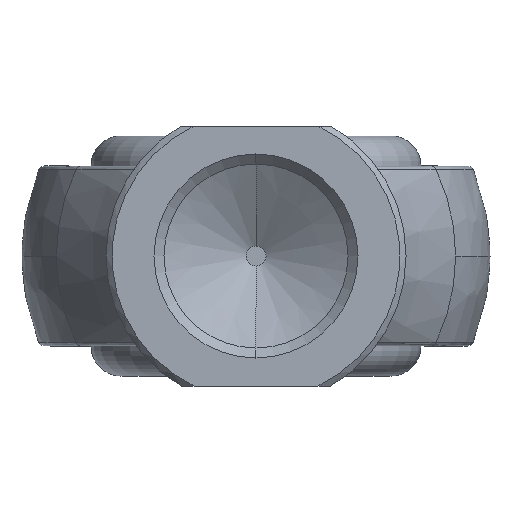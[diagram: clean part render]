
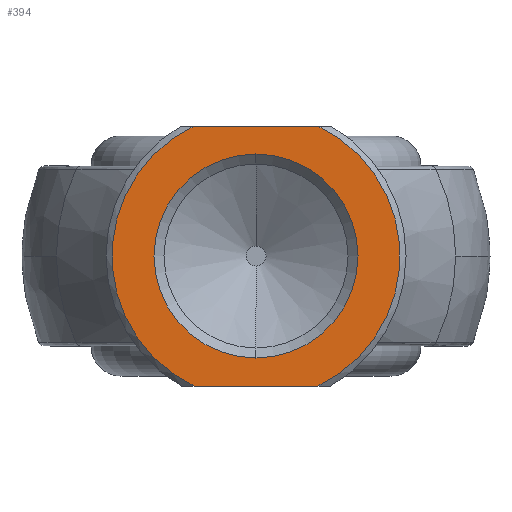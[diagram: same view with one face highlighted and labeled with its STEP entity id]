
A CAD part, left-side view. The second image highlights one B-rep face of the part: STEP entity #394.
In plain terms, the highlighted planar face has unit normal (-1, 0, 0).
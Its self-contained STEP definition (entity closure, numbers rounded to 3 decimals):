
#48 = CARTESIAN_POINT ( 'NONE',  ( 0., 0., 0. ) ) ;
#86 = ORIENTED_EDGE ( 'NONE', *, *, #2643, .T. ) ;
#88 = CARTESIAN_POINT ( 'NONE',  ( 0., 15.484, 32.5 ) ) ;
#124 = CARTESIAN_POINT ( 'NONE',  ( 0., 0., 0. ) ) ;
#150 = DIRECTION ( 'NONE',  ( 0., 0., -1. ) ) ;
#188 = EDGE_LOOP ( 'NONE', ( #931, #2047, #1382, #86 ) ) ;
#227 = CARTESIAN_POINT ( 'NONE',  ( 0., -18.708, -32.5 ) ) ;
#285 = FACE_BOUND ( 'NONE', #629, .T. ) ;
#394 = ADVANCED_FACE ( 'NONE', ( #285, #2220 ), #2695, .F. ) ;
#486 = AXIS2_PLACEMENT_3D ( 'NONE', #1291, #622, #2421 ) ;
#535 = AXIS2_PLACEMENT_3D ( 'NONE', #2119, #1467, #2765 ) ;
#617 = CARTESIAN_POINT ( 'NONE',  ( 0., -15.484, -32.5 ) ) ;
#622 = DIRECTION ( 'NONE',  ( 1., 0., 0. ) ) ;
#629 = EDGE_LOOP ( 'NONE', ( #1488, #1869 ) ) ;
#717 = DIRECTION ( 'NONE',  ( 0., 0., -1. ) ) ;
#735 = CARTESIAN_POINT ( 'NONE',  ( 0., 15.484, -32.5 ) ) ;
#765 = CARTESIAN_POINT ( 'NONE',  ( 0., -15.484, 32.5 ) ) ;
#805 = DIRECTION ( 'NONE',  ( 0., 1., 0. ) ) ;
#848 = EDGE_CURVE ( 'NONE', #1622, #883, #1124, .T. ) ;
#883 = VERTEX_POINT ( 'NONE', #2394 ) ;
#931 = ORIENTED_EDGE ( 'NONE', *, *, #2051, .T. ) ;
#1113 = AXIS2_PLACEMENT_3D ( 'NONE', #1834, #2705, #717 ) ;
#1124 = CIRCLE ( 'NONE', #486, 25.5 ) ;
#1153 = CIRCLE ( 'NONE', #535, 25.5 ) ;
#1189 = CIRCLE ( 'NONE', #1890, 36. ) ;
#1216 = VECTOR ( 'NONE', #1775, 1000. ) ;
#1291 = CARTESIAN_POINT ( 'NONE',  ( 0., 0., 0. ) ) ;
#1382 = ORIENTED_EDGE ( 'NONE', *, *, #1896, .T. ) ;
#1457 = AXIS2_PLACEMENT_3D ( 'NONE', #48, #2687, #1580 ) ;
#1467 = DIRECTION ( 'NONE',  ( 1., 0., 0. ) ) ;
#1488 = ORIENTED_EDGE ( 'NONE', *, *, #2227, .T. ) ;
#1580 = DIRECTION ( 'NONE',  ( 0., 0., -1. ) ) ;
#1622 = VERTEX_POINT ( 'NONE', #1972 ) ;
#1652 = CARTESIAN_POINT ( 'NONE',  ( 0., 18.708, 32.5 ) ) ;
#1696 = VERTEX_POINT ( 'NONE', #765 ) ;
#1761 = VERTEX_POINT ( 'NONE', #735 ) ;
#1775 = DIRECTION ( 'NONE',  ( 0., -1., 0. ) ) ;
#1834 = CARTESIAN_POINT ( 'NONE',  ( 0., 0., 0. ) ) ;
#1869 = ORIENTED_EDGE ( 'NONE', *, *, #848, .T. ) ;
#1886 = CIRCLE ( 'NONE', #1457, 36. ) ;
#1890 = AXIS2_PLACEMENT_3D ( 'NONE', #124, #2143, #150 ) ;
#1896 = EDGE_CURVE ( 'NONE', #1696, #2148, #2782, .T. ) ;
#1917 = EDGE_CURVE ( 'NONE', #2013, #1696, #1189, .T. ) ;
#1926 = VECTOR ( 'NONE', #805, 1000. ) ;
#1972 = CARTESIAN_POINT ( 'NONE',  ( 0., 0., -25.5 ) ) ;
#2013 = VERTEX_POINT ( 'NONE', #617 ) ;
#2047 = ORIENTED_EDGE ( 'NONE', *, *, #1917, .T. ) ;
#2051 = EDGE_CURVE ( 'NONE', #1761, #2013, #2850, .T. ) ;
#2119 = CARTESIAN_POINT ( 'NONE',  ( 0., 0., 0. ) ) ;
#2143 = DIRECTION ( 'NONE',  ( -1., 0., 0. ) ) ;
#2148 = VERTEX_POINT ( 'NONE', #88 ) ;
#2220 = FACE_OUTER_BOUND ( 'NONE', #188, .T. ) ;
#2227 = EDGE_CURVE ( 'NONE', #883, #1622, #1153, .T. ) ;
#2394 = CARTESIAN_POINT ( 'NONE',  ( 0., 0., 25.5 ) ) ;
#2421 = DIRECTION ( 'NONE',  ( 0., 0., -1. ) ) ;
#2643 = EDGE_CURVE ( 'NONE', #2148, #1761, #1886, .T. ) ;
#2687 = DIRECTION ( 'NONE',  ( -1., 0., 0. ) ) ;
#2695 = PLANE ( 'NONE',  #1113 ) ;
#2705 = DIRECTION ( 'NONE',  ( 1., 0., 0. ) ) ;
#2765 = DIRECTION ( 'NONE',  ( 0., 0., -1. ) ) ;
#2782 = LINE ( 'NONE', #1652, #1926 ) ;
#2850 = LINE ( 'NONE', #227, #1216 ) ;
